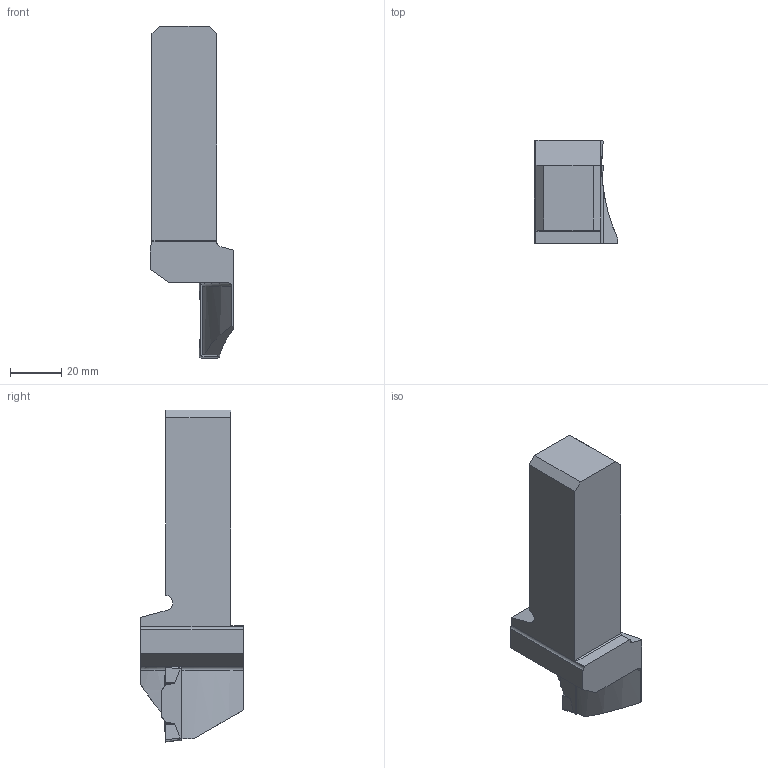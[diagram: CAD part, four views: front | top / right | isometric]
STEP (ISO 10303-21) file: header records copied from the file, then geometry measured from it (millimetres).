
FILE_DESCRIPTION(/* description */ (''),/* implementation_level */ '2;1');
FILE_NAME(/* name */ 'toolassembly_1.stp',/* time_stamp */ '2020-01-09T09:45:00+01:00',/* author */ (''),/* organization */ ('SMS'),/* preprocessor_version */ 'ST-DEVELOPER v16.7',/* originating_system */ 'SIEMENS PLM Software NX 12.0',/* authorisation */ '');
FILE_SCHEMA (('AUTOMOTIVE_DESIGN { 1 0 10303 214 3 1 1 1 }'));
Length unit declared in the file: millimetre
Products named in the file (4): ASSEMBLY_CONSTRUCTION; CUT_20200109094436; NOCUT_20200109094330; TOOLASSEMBLY_1
Assembly tree (3 placements, depth 2):
  TOOLASSEMBLY_1
    NOCUT_20200109094330
    CUT_20200109094436
    ASSEMBLY_CONSTRUCTION
Bounding box: 32.61 x 40.1 x 129.39 mm (x, y, z)
Volume: 76221 mm3; surface area: 15441.3 mm2
Topology: 2 solids, 2 shells, 106 faces, 312 edges, 216 vertices
Faces by surface type: plane 61, cylinder 20, extrusion 20, bspline 4, torus 1
Entity records: 4833 total; most frequent: CARTESIAN_POINT 1976, ORIENTED_EDGE 622, DIRECTION 470, EDGE_CURVE 311, VECTOR 214, VERTEX_POINT 209, LINE 194, AXIS2_PLACEMENT_3D 128
